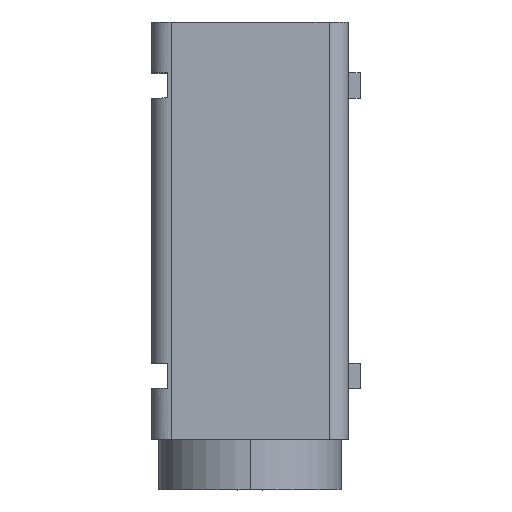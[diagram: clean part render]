
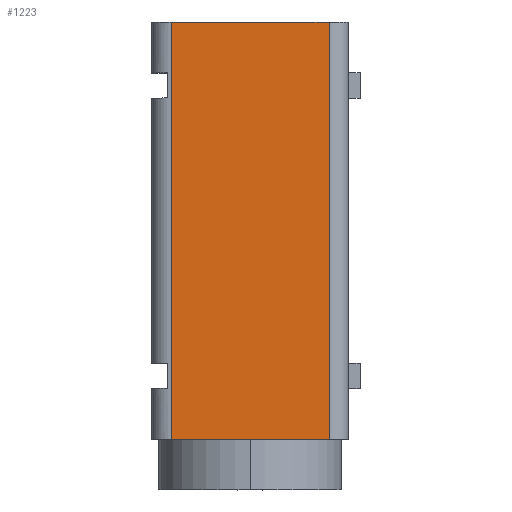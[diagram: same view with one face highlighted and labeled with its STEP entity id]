
A CAD part, top view. The second image highlights one B-rep face of the part: STEP entity #1223.
In plain terms, the highlighted planar face has unit normal (0, 0, 1).
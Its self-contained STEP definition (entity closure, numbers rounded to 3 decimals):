
#138 = CARTESIAN_POINT ( 'NONE',  ( 4.05, 19., 13. ) ) ;
#174 = DIRECTION ( 'NONE',  ( 1., 0., 0. ) ) ;
#276 = LINE ( 'NONE', #1917, #687 ) ;
#358 = CARTESIAN_POINT ( 'NONE',  ( -4.05, -2.4, 13. ) ) ;
#376 = DIRECTION ( 'NONE',  ( 0., -1., 0. ) ) ;
#472 = DIRECTION ( 'NONE',  ( 0., -1., 0. ) ) ;
#494 = CARTESIAN_POINT ( 'NONE',  ( 4.05, -2.4, 13. ) ) ;
#498 = AXIS2_PLACEMENT_3D ( 'NONE', #1399, #638, #174 ) ;
#546 = EDGE_LOOP ( 'NONE', ( #1200, #1954, #1046, #671 ) ) ;
#553 = CARTESIAN_POINT ( 'NONE',  ( -4.05, -2.4, 13. ) ) ;
#638 = DIRECTION ( 'NONE',  ( 0., 0., 1. ) ) ;
#667 = LINE ( 'NONE', #358, #982 ) ;
#671 = ORIENTED_EDGE ( 'NONE', *, *, #1557, .T. ) ;
#687 = VECTOR ( 'NONE', #1174, 1000. ) ;
#785 = FACE_OUTER_BOUND ( 'NONE', #546, .T. ) ;
#804 = VERTEX_POINT ( 'NONE', #553 ) ;
#828 = VECTOR ( 'NONE', #1087, 1000. ) ;
#933 = PLANE ( 'NONE',  #498 ) ;
#941 = VERTEX_POINT ( 'NONE', #1695 ) ;
#982 = VECTOR ( 'NONE', #376, 1000. ) ;
#1046 = ORIENTED_EDGE ( 'NONE', *, *, #1355, .F. ) ;
#1068 = CARTESIAN_POINT ( 'NONE',  ( 4.05, -2.4, 13. ) ) ;
#1087 = DIRECTION ( 'NONE',  ( 1., 0., 0. ) ) ;
#1163 = VERTEX_POINT ( 'NONE', #138 ) ;
#1174 = DIRECTION ( 'NONE',  ( 1., 0., 0. ) ) ;
#1200 = ORIENTED_EDGE ( 'NONE', *, *, #1805, .T. ) ;
#1223 = ADVANCED_FACE ( 'NONE', ( #785 ), #933, .T. ) ;
#1246 = LINE ( 'NONE', #1391, #828 ) ;
#1355 = EDGE_CURVE ( 'NONE', #941, #1163, #276, .T. ) ;
#1391 = CARTESIAN_POINT ( 'NONE',  ( -5.05, -2.4, 13. ) ) ;
#1399 = CARTESIAN_POINT ( 'NONE',  ( -5.05, -2.4, 13. ) ) ;
#1520 = LINE ( 'NONE', #494, #1655 ) ;
#1557 = EDGE_CURVE ( 'NONE', #941, #804, #667, .T. ) ;
#1655 = VECTOR ( 'NONE', #472, 1000. ) ;
#1695 = CARTESIAN_POINT ( 'NONE',  ( -4.05, 19., 13. ) ) ;
#1730 = EDGE_CURVE ( 'NONE', #1163, #1766, #1520, .T. ) ;
#1766 = VERTEX_POINT ( 'NONE', #1068 ) ;
#1805 = EDGE_CURVE ( 'NONE', #804, #1766, #1246, .T. ) ;
#1917 = CARTESIAN_POINT ( 'NONE',  ( -5.05, 19., 13. ) ) ;
#1954 = ORIENTED_EDGE ( 'NONE', *, *, #1730, .F. ) ;
